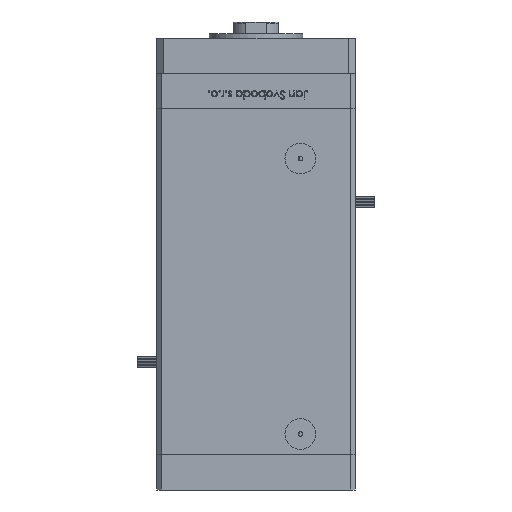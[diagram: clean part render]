
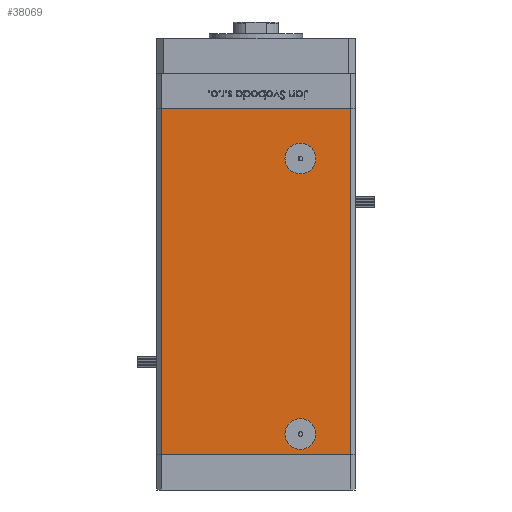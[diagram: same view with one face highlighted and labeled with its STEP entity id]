
A CAD part, front view. The second image highlights one B-rep face of the part: STEP entity #38069.
In plain terms, the highlighted planar face has unit normal (0, -1, 0).
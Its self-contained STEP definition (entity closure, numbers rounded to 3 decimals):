
#1169 = DIRECTION ( 'NONE',  ( 1., 0., 0. ) ) ;
#1795 = DIRECTION ( 'NONE',  ( 0., 0., -1. ) ) ;
#2145 = DIRECTION ( 'NONE',  ( 0., 0., -1. ) ) ;
#2433 = DIRECTION ( 'NONE',  ( 0., -1., 0. ) ) ;
#2767 = CARTESIAN_POINT ( 'NONE',  ( 40.5, -37.5, 148.5 ) ) ;
#2979 = FACE_OUTER_BOUND ( 'NONE', #6039, .T. ) ;
#6039 = EDGE_LOOP ( 'NONE', ( #30067, #23167, #31112, #52484 ) ) ;
#6167 = DIRECTION ( 'NONE',  ( 0., 0., -1. ) ) ;
#7257 = FACE_BOUND ( 'NONE', #12797, .T. ) ;
#9755 = CARTESIAN_POINT ( 'NONE',  ( 40.5, -37.5, 148.5 ) ) ;
#9787 = DIRECTION ( 'NONE',  ( 0., 0., -1. ) ) ;
#9808 = CARTESIAN_POINT ( 'NONE',  ( 19., -37.5, 127. ) ) ;
#10769 = CIRCLE ( 'NONE', #46297, 6.58 ) ;
#11253 = ORIENTED_EDGE ( 'NONE', *, *, #12061, .F. ) ;
#11298 = EDGE_CURVE ( 'NONE', #32228, #20406, #48499, .T. ) ;
#11548 = FACE_BOUND ( 'NONE', #56142, .T. ) ;
#12061 = EDGE_CURVE ( 'NONE', #24208, #45499, #42343, .T. ) ;
#12200 = CARTESIAN_POINT ( 'NONE',  ( -40.5, -37.5, 0. ) ) ;
#12797 = EDGE_LOOP ( 'NONE', ( #13429, #11253 ) ) ;
#12927 = ORIENTED_EDGE ( 'NONE', *, *, #39113, .T. ) ;
#12972 = CIRCLE ( 'NONE', #44845, 6.58 ) ;
#13242 = DIRECTION ( 'NONE',  ( 0., 1., 0. ) ) ;
#13429 = ORIENTED_EDGE ( 'NONE', *, *, #24111, .F. ) ;
#14354 = DIRECTION ( 'NONE',  ( 0., 1., 0. ) ) ;
#14999 = ORIENTED_EDGE ( 'NONE', *, *, #31404, .T. ) ;
#15635 = CARTESIAN_POINT ( 'NONE',  ( -40.5, -37.5, 148.5 ) ) ;
#17244 = DIRECTION ( 'NONE',  ( 0., 0., -1. ) ) ;
#17409 = CARTESIAN_POINT ( 'NONE',  ( 19., -37.5, 2.42 ) ) ;
#18639 = CARTESIAN_POINT ( 'NONE',  ( 19., -37.5, 15.58 ) ) ;
#19424 = VECTOR ( 'NONE', #9787, 1000. ) ;
#19881 = DIRECTION ( 'NONE',  ( 0., 0., -1. ) ) ;
#20406 = VERTEX_POINT ( 'NONE', #50533 ) ;
#20712 = CARTESIAN_POINT ( 'NONE',  ( 19., -37.5, 120.42 ) ) ;
#21978 = DIRECTION ( 'NONE',  ( 0., 1., 0. ) ) ;
#22569 = CARTESIAN_POINT ( 'NONE',  ( -40.5, -37.5, 0. ) ) ;
#23167 = ORIENTED_EDGE ( 'NONE', *, *, #53828, .F. ) ;
#23388 = VERTEX_POINT ( 'NONE', #27380 ) ;
#23867 = LINE ( 'NONE', #2767, #33443 ) ;
#24111 = EDGE_CURVE ( 'NONE', #45499, #24208, #10769, .T. ) ;
#24208 = VERTEX_POINT ( 'NONE', #18639 ) ;
#25053 = AXIS2_PLACEMENT_3D ( 'NONE', #27830, #45220, #6167 ) ;
#27364 = LINE ( 'NONE', #31074, #49284 ) ;
#27380 = CARTESIAN_POINT ( 'NONE',  ( 19., -37.5, 133.58 ) ) ;
#27461 = CARTESIAN_POINT ( 'NONE',  ( -40.5, -37.5, 148.5 ) ) ;
#27830 = CARTESIAN_POINT ( 'NONE',  ( 19., -37.5, 9. ) ) ;
#28213 = CIRCLE ( 'NONE', #35474, 6.58 ) ;
#29169 = VERTEX_POINT ( 'NONE', #20712 ) ;
#29201 = CARTESIAN_POINT ( 'NONE',  ( -40.5, -37.5, 148.5 ) ) ;
#29344 = AXIS2_PLACEMENT_3D ( 'NONE', #29201, #21978, #47917 ) ;
#30067 = ORIENTED_EDGE ( 'NONE', *, *, #11298, .T. ) ;
#31074 = CARTESIAN_POINT ( 'NONE',  ( -40.5, -37.5, 148.5 ) ) ;
#31112 = ORIENTED_EDGE ( 'NONE', *, *, #35899, .F. ) ;
#31404 = EDGE_CURVE ( 'NONE', #29169, #23388, #28213, .T. ) ;
#32228 = VERTEX_POINT ( 'NONE', #12200 ) ;
#32253 = VERTEX_POINT ( 'NONE', #15635 ) ;
#33443 = VECTOR ( 'NONE', #19881, 1000. ) ;
#33838 = VERTEX_POINT ( 'NONE', #9755 ) ;
#35474 = AXIS2_PLACEMENT_3D ( 'NONE', #9808, #13242, #17244 ) ;
#35899 = EDGE_CURVE ( 'NONE', #32253, #33838, #27364, .T. ) ;
#36827 = VECTOR ( 'NONE', #1169, 1000. ) ;
#38069 = ADVANCED_FACE ( 'NONE', ( #7257, #2979, #11548 ), #55156, .F. ) ;
#39113 = EDGE_CURVE ( 'NONE', #23388, #29169, #12972, .T. ) ;
#40284 = EDGE_CURVE ( 'NONE', #32253, #32228, #48852, .T. ) ;
#40450 = DIRECTION ( 'NONE',  ( 1., 0., 0. ) ) ;
#41178 = CARTESIAN_POINT ( 'NONE',  ( 19., -37.5, 9. ) ) ;
#42343 = CIRCLE ( 'NONE', #25053, 6.58 ) ;
#44845 = AXIS2_PLACEMENT_3D ( 'NONE', #53963, #14354, #1795 ) ;
#45220 = DIRECTION ( 'NONE',  ( 0., -1., 0. ) ) ;
#45499 = VERTEX_POINT ( 'NONE', #17409 ) ;
#46297 = AXIS2_PLACEMENT_3D ( 'NONE', #41178, #2433, #2145 ) ;
#47917 = DIRECTION ( 'NONE',  ( 0., 0., 1. ) ) ;
#48499 = LINE ( 'NONE', #22569, #36827 ) ;
#48852 = LINE ( 'NONE', #27461, #19424 ) ;
#49284 = VECTOR ( 'NONE', #40450, 1000. ) ;
#50533 = CARTESIAN_POINT ( 'NONE',  ( 40.5, -37.5, 0. ) ) ;
#52484 = ORIENTED_EDGE ( 'NONE', *, *, #40284, .T. ) ;
#53828 = EDGE_CURVE ( 'NONE', #33838, #20406, #23867, .T. ) ;
#53963 = CARTESIAN_POINT ( 'NONE',  ( 19., -37.5, 127. ) ) ;
#55156 = PLANE ( 'NONE',  #29344 ) ;
#56142 = EDGE_LOOP ( 'NONE', ( #14999, #12927 ) ) ;
